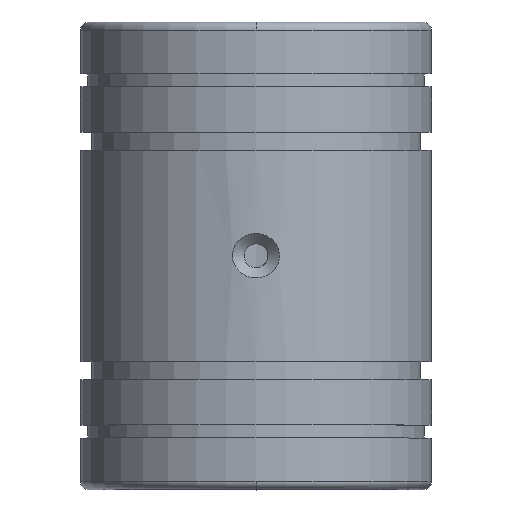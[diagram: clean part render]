
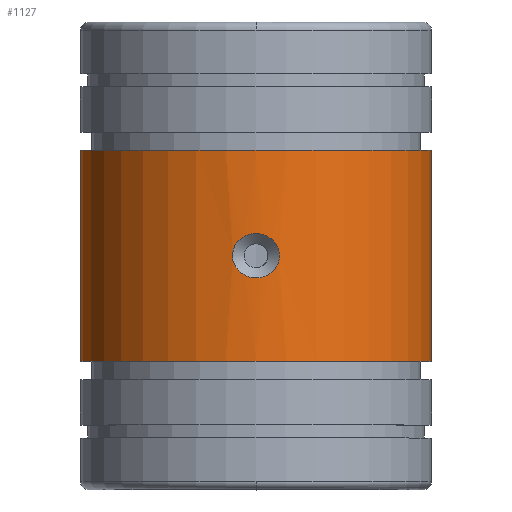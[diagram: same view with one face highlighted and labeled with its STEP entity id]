
A CAD part, top view. The second image highlights one B-rep face of the part: STEP entity #1127.
In plain terms, the highlighted cylindrical face has radius 37.465 mm (diameter 74.93 mm), a partial arc.
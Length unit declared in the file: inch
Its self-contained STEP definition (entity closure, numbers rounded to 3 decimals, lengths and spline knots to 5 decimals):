
#1041=CARTESIAN_POINT('',(-0.23429,-1.90699,0.0));
#1042=DIRECTION('',(0.,-1.0,0.0));
#1043=DIRECTION('',(1.0,0.0,0.0));
#1044=AXIS2_PLACEMENT_3D('',#1041,#1042,#1043);
#1045=CYLINDRICAL_SURFACE('',#1044,1.475);
#1046=CARTESIAN_POINT('',(1.24071,-1.02074,0.0));
#1047=VERTEX_POINT('',#1046);
#1048=CARTESIAN_POINT('',(1.24071,-2.79324,0.0));
#1049=VERTEX_POINT('',#1048);
#1050=CARTESIAN_POINT('',(1.24071,-1.02074,0.0));
#1051=DIRECTION('',(0.0,-1.0,0.0));
#1052=VECTOR('',#1051,1.7725);
#1053=LINE('',#1050,#1052);
#1054=EDGE_CURVE('',#1047,#1049,#1053,.T.);
#1055=ORIENTED_EDGE('',*,*,#1054,.F.);
#1056=CARTESIAN_POINT('',(-1.70929,-1.02074,0.));
#1057=VERTEX_POINT('',#1056);
#1058=CARTESIAN_POINT('',(-0.23429,-1.02074,0.0));
#1059=DIRECTION('',(0.0,-1.0,0.0));
#1060=DIRECTION('',(1.0,0.0,0.0));
#1061=AXIS2_PLACEMENT_3D('',#1058,#1059,#1060);
#1062=CIRCLE('',#1061,1.475);
#1063=EDGE_CURVE('',#1047,#1057,#1062,.T.);
#1064=ORIENTED_EDGE('',*,*,#1063,.T.);
#1065=CARTESIAN_POINT('',(-1.70929,-2.79324,0.));
#1066=VERTEX_POINT('',#1065);
#1067=CARTESIAN_POINT('',(-1.70929,-2.79324,0.));
#1068=DIRECTION('',(0.0,1.0,0.0));
#1069=VECTOR('',#1068,1.7725);
#1070=LINE('',#1067,#1069);
#1071=EDGE_CURVE('',#1066,#1057,#1070,.T.);
#1072=ORIENTED_EDGE('',*,*,#1071,.F.);
#1073=CARTESIAN_POINT('',(-0.23429,-2.79324,0.0));
#1074=DIRECTION('',(0.0,-1.0,0.0));
#1075=DIRECTION('',(1.0,0.0,0.0));
#1076=AXIS2_PLACEMENT_3D('',#1073,#1074,#1075);
#1077=CIRCLE('',#1076,1.475);
#1078=EDGE_CURVE('',#1049,#1066,#1077,.T.);
#1079=ORIENTED_EDGE('',*,*,#1078,.F.);
#1080=EDGE_LOOP('',(#1055,#1064,#1072,#1079));
#1081=FACE_OUTER_BOUND('',#1080,.T.);
#1082=CARTESIAN_POINT('',(-0.43191,-1.90699,1.4617));
#1083=VERTEX_POINT('',#1082);
#1084=CARTESIAN_POINT('',(-0.43191,-1.90699,1.4617));
#1085=CARTESIAN_POINT('',(-0.43191,-1.8988,1.4617));
#1086=CARTESIAN_POINT('',(-0.4314,-1.89077,1.46177));
#1087=CARTESIAN_POINT('',(-0.42878,-1.87275,1.46212));
#1088=CARTESIAN_POINT('',(-0.42656,-1.86234,1.46242));
#1089=CARTESIAN_POINT('',(-0.4152,-1.8284,1.46388));
#1090=CARTESIAN_POINT('',(-0.40147,-1.80388,1.46563));
#1091=CARTESIAN_POINT('',(-0.36201,-1.76222,1.46959));
#1092=CARTESIAN_POINT('',(-0.33671,-1.7457,1.47166));
#1093=CARTESIAN_POINT('',(-0.28604,-1.72547,1.47431));
#1094=CARTESIAN_POINT('',(-0.26014,-1.72084,1.475));
#1095=CARTESIAN_POINT('',(-0.20843,-1.72084,1.475));
#1096=CARTESIAN_POINT('',(-0.18255,-1.72569,1.47429));
#1097=CARTESIAN_POINT('',(-0.13478,-1.74432,1.47183));
#1098=CARTESIAN_POINT('',(-0.1129,-1.75809,1.47011));
#1099=CARTESIAN_POINT('',(-0.07635,-1.79248,1.46663));
#1100=CARTESIAN_POINT('',(-0.0617,-1.81308,1.4649));
#1101=CARTESIAN_POINT('',(-0.04183,-1.85815,1.46242));
#1102=CARTESIAN_POINT('',(-0.03666,-1.88258,1.4617));
#1103=CARTESIAN_POINT('',(-0.03666,-1.93139,1.4617));
#1104=CARTESIAN_POINT('',(-0.04183,-1.95583,1.46242));
#1105=CARTESIAN_POINT('',(-0.0617,-2.0009,1.4649));
#1106=CARTESIAN_POINT('',(-0.07635,-2.0215,1.46663));
#1107=CARTESIAN_POINT('',(-0.1129,-2.05589,1.47011));
#1108=CARTESIAN_POINT('',(-0.13478,-2.06965,1.47183));
#1109=CARTESIAN_POINT('',(-0.18255,-2.08829,1.47429));
#1110=CARTESIAN_POINT('',(-0.20843,-2.09314,1.475));
#1111=CARTESIAN_POINT('',(-0.26014,-2.09314,1.475));
#1112=CARTESIAN_POINT('',(-0.28604,-2.0885,1.47431));
#1113=CARTESIAN_POINT('',(-0.33038,-2.07081,1.47199));
#1114=CARTESIAN_POINT('',(-0.34933,-2.0598,1.4706));
#1115=CARTESIAN_POINT('',(-0.39096,-2.02476,1.46687));
#1116=CARTESIAN_POINT('',(-0.40944,-1.99754,1.4646));
#1117=CARTESIAN_POINT('',(-0.42475,-1.95853,1.46266));
#1118=CARTESIAN_POINT('',(-0.42783,-1.94609,1.46225));
#1119=CARTESIAN_POINT('',(-0.43128,-1.9252,1.46179));
#1120=CARTESIAN_POINT('',(-0.43191,-1.9162,1.4617));
#1121=CARTESIAN_POINT('',(-0.43191,-1.90699,1.4617));
#1122=B_SPLINE_CURVE_WITH_KNOTS('',3,(#1084,#1085,#1086,#1087,#1088,#1089,#1090,#1091,#1092,#1093,#1094,#1095,#1096,#1097,#1098,#1099,#1100,#1101,#1102,#1103,#1104,#1105,#1106,#1107,#1108,#1109,#1110,#1111,#1112,#1113,#1114,#1115,#1116,#1117,#1118,#1119,#1120,#1121),.UNSPECIFIED.,.T.,.U.,(4,2,2,2,2,2,2,2,2,2,2,2,2,2,2,2,2,2,4),(0.0,0.09187,0.18375,0.3675,0.55124,0.73499,0.91874,1.10249,1.28623,1.46998,1.65373,1.83748,2.02122,2.20497,2.38872,2.52653,2.73324,2.8366,2.93996),.UNSPECIFIED.);
#1123=EDGE_CURVE('',#1083,#1083,#1122,.F.);
#1124=ORIENTED_EDGE('',*,*,#1123,.F.);
#1125=EDGE_LOOP('',(#1124));
#1126=FACE_BOUND('',#1125,.T.);
#1127=ADVANCED_FACE('',(#1081,#1126),#1045,.T.);
